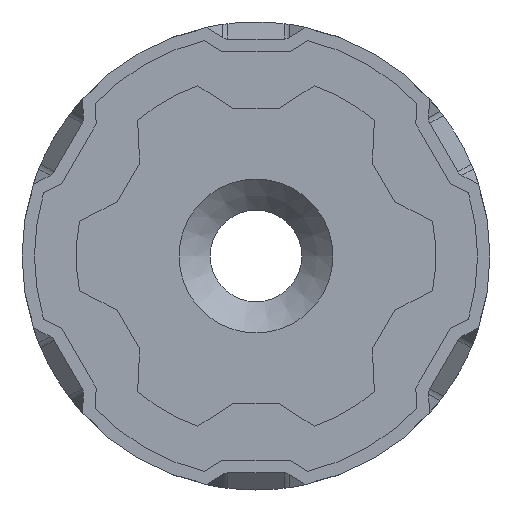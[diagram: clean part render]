
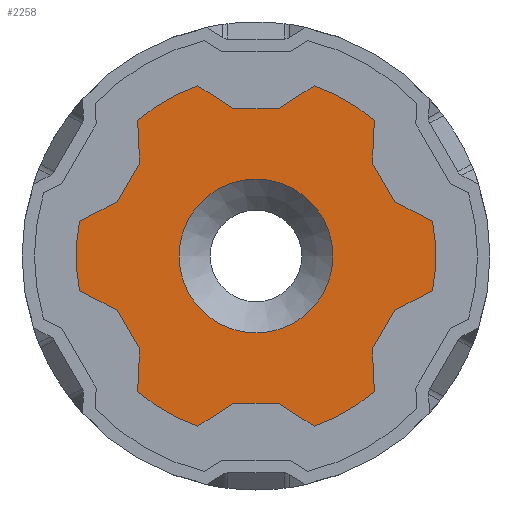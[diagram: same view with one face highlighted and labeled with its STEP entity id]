
A CAD part, front view. The second image highlights one B-rep face of the part: STEP entity #2258.
In plain terms, the highlighted planar face has unit normal (0, -1, 0).
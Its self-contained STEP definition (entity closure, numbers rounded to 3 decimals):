
#59=FACE_BOUND('',#413,.T.);
#101=PLANE('',#2456);
#165=CIRCLE('',#2457,17.3);
#166=CIRCLE('',#2458,17.3);
#167=CIRCLE('',#2459,17.3);
#168=CIRCLE('',#2460,17.3);
#169=CIRCLE('',#2461,17.3);
#170=CIRCLE('',#2462,17.3);
#171=CIRCLE('',#2463,7.4);
#281=FACE_OUTER_BOUND('',#412,.T.);
#412=EDGE_LOOP('',(#1888,#1889,#1890,#1891,#1892,#1893,#1894,#1895,#1896,
#1897,#1898,#1899,#1900,#1901,#1902,#1903,#1904,#1905,#1906,#1907,#1908,
#1909,#1910,#1911));
#413=EDGE_LOOP('',(#1912));
#647=LINE('',#7011,#838);
#648=LINE('',#7013,#839);
#649=LINE('',#7015,#840);
#650=LINE('',#7019,#841);
#651=LINE('',#7021,#842);
#652=LINE('',#7023,#843);
#653=LINE('',#7027,#844);
#654=LINE('',#7029,#845);
#655=LINE('',#7031,#846);
#656=LINE('',#7035,#847);
#657=LINE('',#7037,#848);
#658=LINE('',#7039,#849);
#659=LINE('',#7043,#850);
#660=LINE('',#7045,#851);
#661=LINE('',#7047,#852);
#662=LINE('',#7051,#853);
#663=LINE('',#7053,#854);
#664=LINE('',#7055,#855);
#838=VECTOR('',#2954,10.);
#839=VECTOR('',#2955,10.);
#840=VECTOR('',#2956,10.);
#841=VECTOR('',#2959,10.);
#842=VECTOR('',#2960,10.);
#843=VECTOR('',#2961,10.);
#844=VECTOR('',#2964,10.);
#845=VECTOR('',#2965,10.);
#846=VECTOR('',#2966,10.);
#847=VECTOR('',#2969,10.);
#848=VECTOR('',#2970,10.);
#849=VECTOR('',#2971,10.);
#850=VECTOR('',#2974,10.);
#851=VECTOR('',#2975,10.);
#852=VECTOR('',#2976,10.);
#853=VECTOR('',#2979,10.);
#854=VECTOR('',#2980,10.);
#855=VECTOR('',#2981,10.);
#1066=VERTEX_POINT('',#7009);
#1067=VERTEX_POINT('',#7010);
#1068=VERTEX_POINT('',#7012);
#1069=VERTEX_POINT('',#7014);
#1070=VERTEX_POINT('',#7016);
#1071=VERTEX_POINT('',#7018);
#1072=VERTEX_POINT('',#7020);
#1073=VERTEX_POINT('',#7022);
#1074=VERTEX_POINT('',#7024);
#1075=VERTEX_POINT('',#7026);
#1076=VERTEX_POINT('',#7028);
#1077=VERTEX_POINT('',#7030);
#1078=VERTEX_POINT('',#7032);
#1079=VERTEX_POINT('',#7034);
#1080=VERTEX_POINT('',#7036);
#1081=VERTEX_POINT('',#7038);
#1082=VERTEX_POINT('',#7040);
#1083=VERTEX_POINT('',#7042);
#1084=VERTEX_POINT('',#7044);
#1085=VERTEX_POINT('',#7046);
#1086=VERTEX_POINT('',#7048);
#1087=VERTEX_POINT('',#7050);
#1088=VERTEX_POINT('',#7052);
#1089=VERTEX_POINT('',#7054);
#1090=VERTEX_POINT('',#7057);
#1361=EDGE_CURVE('',#1066,#1067,#647,.T.);
#1362=EDGE_CURVE('',#1067,#1068,#648,.F.);
#1363=EDGE_CURVE('',#1068,#1069,#649,.T.);
#1364=EDGE_CURVE('',#1069,#1070,#165,.T.);
#1365=EDGE_CURVE('',#1070,#1071,#650,.T.);
#1366=EDGE_CURVE('',#1071,#1072,#651,.F.);
#1367=EDGE_CURVE('',#1072,#1073,#652,.T.);
#1368=EDGE_CURVE('',#1073,#1074,#166,.T.);
#1369=EDGE_CURVE('',#1074,#1075,#653,.T.);
#1370=EDGE_CURVE('',#1075,#1076,#654,.F.);
#1371=EDGE_CURVE('',#1076,#1077,#655,.T.);
#1372=EDGE_CURVE('',#1077,#1078,#167,.T.);
#1373=EDGE_CURVE('',#1078,#1079,#656,.T.);
#1374=EDGE_CURVE('',#1079,#1080,#657,.F.);
#1375=EDGE_CURVE('',#1080,#1081,#658,.T.);
#1376=EDGE_CURVE('',#1081,#1082,#168,.T.);
#1377=EDGE_CURVE('',#1082,#1083,#659,.T.);
#1378=EDGE_CURVE('',#1083,#1084,#660,.F.);
#1379=EDGE_CURVE('',#1084,#1085,#661,.T.);
#1380=EDGE_CURVE('',#1085,#1086,#169,.T.);
#1381=EDGE_CURVE('',#1086,#1087,#662,.T.);
#1382=EDGE_CURVE('',#1087,#1088,#663,.F.);
#1383=EDGE_CURVE('',#1088,#1089,#664,.T.);
#1384=EDGE_CURVE('',#1089,#1066,#170,.T.);
#1385=EDGE_CURVE('',#1090,#1090,#171,.T.);
#1888=ORIENTED_EDGE('',*,*,#1361,.T.);
#1889=ORIENTED_EDGE('',*,*,#1362,.T.);
#1890=ORIENTED_EDGE('',*,*,#1363,.T.);
#1891=ORIENTED_EDGE('',*,*,#1364,.T.);
#1892=ORIENTED_EDGE('',*,*,#1365,.T.);
#1893=ORIENTED_EDGE('',*,*,#1366,.T.);
#1894=ORIENTED_EDGE('',*,*,#1367,.T.);
#1895=ORIENTED_EDGE('',*,*,#1368,.T.);
#1896=ORIENTED_EDGE('',*,*,#1369,.T.);
#1897=ORIENTED_EDGE('',*,*,#1370,.T.);
#1898=ORIENTED_EDGE('',*,*,#1371,.T.);
#1899=ORIENTED_EDGE('',*,*,#1372,.T.);
#1900=ORIENTED_EDGE('',*,*,#1373,.T.);
#1901=ORIENTED_EDGE('',*,*,#1374,.T.);
#1902=ORIENTED_EDGE('',*,*,#1375,.T.);
#1903=ORIENTED_EDGE('',*,*,#1376,.T.);
#1904=ORIENTED_EDGE('',*,*,#1377,.T.);
#1905=ORIENTED_EDGE('',*,*,#1378,.T.);
#1906=ORIENTED_EDGE('',*,*,#1379,.T.);
#1907=ORIENTED_EDGE('',*,*,#1380,.T.);
#1908=ORIENTED_EDGE('',*,*,#1381,.T.);
#1909=ORIENTED_EDGE('',*,*,#1382,.T.);
#1910=ORIENTED_EDGE('',*,*,#1383,.T.);
#1911=ORIENTED_EDGE('',*,*,#1384,.T.);
#1912=ORIENTED_EDGE('',*,*,#1385,.F.);
#2258=ADVANCED_FACE('',(#281,#59),#101,.T.);
#2456=AXIS2_PLACEMENT_3D('',#7008,#2952,#2953);
#2457=AXIS2_PLACEMENT_3D('',#7017,#2957,#2958);
#2458=AXIS2_PLACEMENT_3D('',#7025,#2962,#2963);
#2459=AXIS2_PLACEMENT_3D('',#7033,#2967,#2968);
#2460=AXIS2_PLACEMENT_3D('',#7041,#2972,#2973);
#2461=AXIS2_PLACEMENT_3D('',#7049,#2977,#2978);
#2462=AXIS2_PLACEMENT_3D('',#7056,#2982,#2983);
#2463=AXIS2_PLACEMENT_3D('',#7058,#2984,#2985);
#2952=DIRECTION('center_axis',(0.,-1.,0.));
#2953=DIRECTION('ref_axis',(1.,0.,0.));
#2954=DIRECTION('',(-0.842,0.,-0.539));
#2955=DIRECTION('',(1.,0.,0.));
#2956=DIRECTION('',(-0.842,0.,0.539));
#2957=DIRECTION('center_axis',(0.,-1.,0.));
#2958=DIRECTION('ref_axis',(-0.323,0.,0.946));
#2959=DIRECTION('',(0.046,0.,-0.999));
#2960=DIRECTION('',(0.5,0.,0.866));
#2961=DIRECTION('',(-0.888,0.,-0.46));
#2962=DIRECTION('center_axis',(0.,-1.,0.));
#2963=DIRECTION('ref_axis',(-0.981,0.,0.193));
#2964=DIRECTION('',(0.888,0.,-0.46));
#2965=DIRECTION('',(-0.5,0.,0.866));
#2966=DIRECTION('',(-0.046,0.,-0.999));
#2967=DIRECTION('center_axis',(0.,-1.,0.));
#2968=DIRECTION('ref_axis',(-0.658,0.,-0.753));
#2969=DIRECTION('',(0.842,0.,0.539));
#2970=DIRECTION('',(-1.,0.,0.));
#2971=DIRECTION('',(0.842,0.,-0.539));
#2972=DIRECTION('center_axis',(0.,-1.,0.));
#2973=DIRECTION('ref_axis',(0.323,0.,-0.946));
#2974=DIRECTION('',(-0.046,0.,0.999));
#2975=DIRECTION('',(-0.5,0.,-0.866));
#2976=DIRECTION('',(0.888,0.,0.46));
#2977=DIRECTION('center_axis',(0.,-1.,0.));
#2978=DIRECTION('ref_axis',(0.981,0.,-0.193));
#2979=DIRECTION('',(-0.888,0.,0.46));
#2980=DIRECTION('',(0.5,0.,-0.866));
#2981=DIRECTION('',(0.046,0.,0.999));
#2982=DIRECTION('center_axis',(0.,-1.,0.));
#2983=DIRECTION('ref_axis',(0.658,0.,0.753));
#2984=DIRECTION('center_axis',(0.,-1.,0.));
#2985=DIRECTION('ref_axis',(1.,0.,0.));
#7008=CARTESIAN_POINT('Origin',(0.,-322.202,35.861));
#7009=CARTESIAN_POINT('',(5.595,-322.202,52.231));
#7010=CARTESIAN_POINT('',(2.141,-322.202,50.019));
#7011=CARTESIAN_POINT('',(5.595,-322.202,52.231));
#7012=CARTESIAN_POINT('',(-2.141,-322.202,50.019));
#7013=CARTESIAN_POINT('',(-1.461,-322.202,50.019));
#7014=CARTESIAN_POINT('',(-5.595,-322.202,52.231));
#7015=CARTESIAN_POINT('',(-2.922,-322.202,50.519));
#7016=CARTESIAN_POINT('',(-11.379,-322.202,48.892));
#7017=CARTESIAN_POINT('Origin',(0.,-322.202,
35.861));
#7018=CARTESIAN_POINT('',(-11.191,-322.202,44.795));
#7019=CARTESIAN_POINT('',(-11.379,-322.202,48.892));
#7020=CARTESIAN_POINT('',(-13.332,-322.202,41.086));
#7021=CARTESIAN_POINT('',(-12.992,-322.202,41.675));
#7022=CARTESIAN_POINT('',(-16.975,-322.202,39.201));
#7023=CARTESIAN_POINT('',(-14.155,-322.202,40.66));
#7024=CARTESIAN_POINT('',(-16.975,-322.202,32.522));
#7025=CARTESIAN_POINT('Origin',(0.,-322.202,
35.861));
#7026=CARTESIAN_POINT('',(-13.332,-322.202,30.637));
#7027=CARTESIAN_POINT('',(-16.975,-322.202,32.522));
#7028=CARTESIAN_POINT('',(-11.191,-322.202,26.928));
#7029=CARTESIAN_POINT('',(-11.531,-322.202,27.517));
#7030=CARTESIAN_POINT('',(-11.379,-322.202,22.831));
#7031=CARTESIAN_POINT('',(-11.233,-322.202,26.002));
#7032=CARTESIAN_POINT('',(-5.595,-322.202,19.491));
#7033=CARTESIAN_POINT('Origin',(0.,-322.202,
35.861));
#7034=CARTESIAN_POINT('',(-2.141,-322.202,21.703));
#7035=CARTESIAN_POINT('',(-5.595,-322.202,19.491));
#7036=CARTESIAN_POINT('',(2.141,-322.202,21.703));
#7037=CARTESIAN_POINT('',(1.461,-322.202,21.703));
#7038=CARTESIAN_POINT('',(5.595,-322.202,19.491));
#7039=CARTESIAN_POINT('',(2.922,-322.202,21.203));
#7040=CARTESIAN_POINT('',(11.379,-322.202,22.831));
#7041=CARTESIAN_POINT('Origin',(0.,-322.202,
35.861));
#7042=CARTESIAN_POINT('',(11.191,-322.202,26.928));
#7043=CARTESIAN_POINT('',(11.379,-322.202,22.831));
#7044=CARTESIAN_POINT('',(13.332,-322.202,30.637));
#7045=CARTESIAN_POINT('',(12.992,-322.202,30.048));
#7046=CARTESIAN_POINT('',(16.975,-322.202,32.522));
#7047=CARTESIAN_POINT('',(14.155,-322.202,31.063));
#7048=CARTESIAN_POINT('',(16.975,-322.202,39.201));
#7049=CARTESIAN_POINT('Origin',(0.,-322.202,
35.861));
#7050=CARTESIAN_POINT('',(13.332,-322.202,41.086));
#7051=CARTESIAN_POINT('',(16.975,-322.202,39.201));
#7052=CARTESIAN_POINT('',(11.191,-322.202,44.795));
#7053=CARTESIAN_POINT('',(11.531,-322.202,44.206));
#7054=CARTESIAN_POINT('',(11.379,-322.202,48.892));
#7055=CARTESIAN_POINT('',(11.233,-322.202,45.721));
#7056=CARTESIAN_POINT('Origin',(0.,-322.202,
35.861));
#7057=CARTESIAN_POINT('',(-7.4,-322.202,35.861));
#7058=CARTESIAN_POINT('Origin',(0.,-322.202,
35.861));
